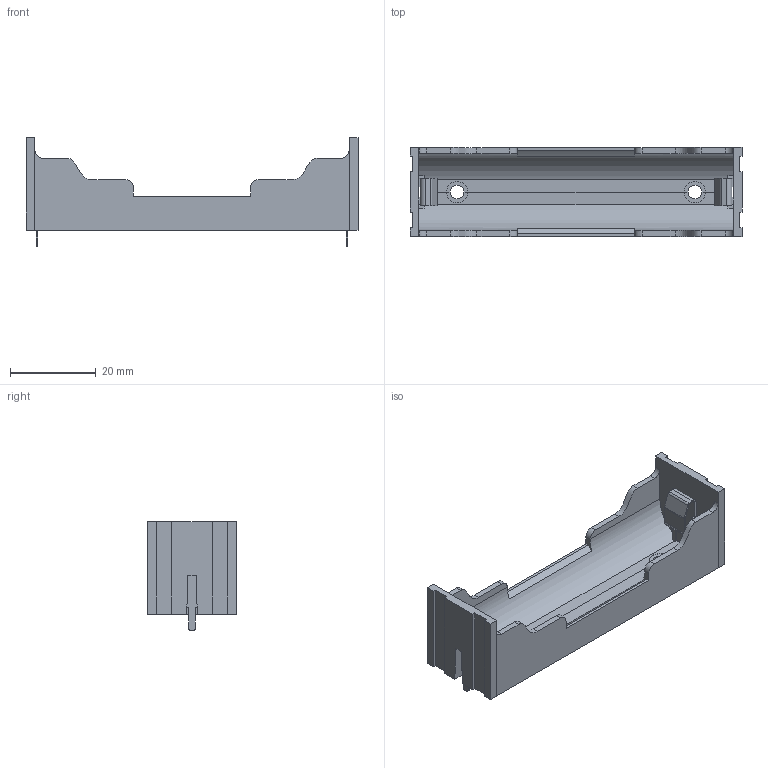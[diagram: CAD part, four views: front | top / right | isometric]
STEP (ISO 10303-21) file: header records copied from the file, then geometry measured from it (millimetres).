
FILE_DESCRIPTION(('FreeCAD Model'),'2;1');
FILE_NAME('BLM_18650.step', '2021-12-27T13:22:16',('kicad StepUp'),('ksu MCAD'), 'Open CASCADE STEP processor 7.3','FreeCAD','Unknown');
FILE_SCHEMA(('AUTOMOTIVE_DESIGN { 1 0 10303 214 1 1 1 1 }'));
Length unit declared in the file: millimetre
Products named in the file (1): BLM_18650
Bounding box: 77.65 x 20.8 x 25.48 mm (x, y, z)
Volume: 8205.3 mm3; surface area: 9159.5 mm2
Topology: 4 solids, 4 shells, 226 faces, 590 edges, 372 vertices
Faces by surface type: plane 170, cylinder 52, bspline 4
Entity records: 8429 total; most frequent: CARTESIAN_POINT 1253, ORIENTED_EDGE 1180, DIRECTION 1134, EDGE_CURVE 590, LINE 468, VECTOR 468, VERTEX_POINT 372, AXIS2_PLACEMENT_3D 333
